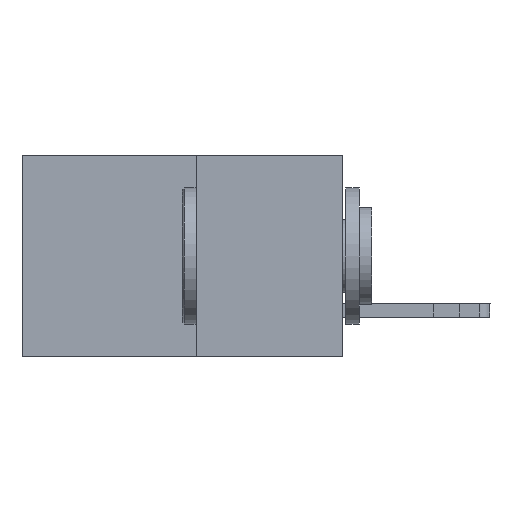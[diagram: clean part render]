
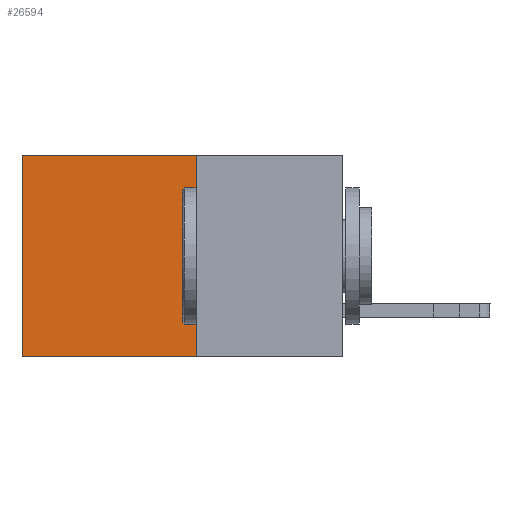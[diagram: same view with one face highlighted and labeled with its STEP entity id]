
A CAD part, left-side view. The second image highlights one B-rep face of the part: STEP entity #26594.
In plain terms, the highlighted planar face has unit normal (-1, 0, 0).
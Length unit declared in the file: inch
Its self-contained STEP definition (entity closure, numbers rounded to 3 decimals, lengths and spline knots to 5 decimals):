
#161 = ORIENTED_EDGE ( 'NONE', *, *, #22127, .F. ) ;
#1472 = DIRECTION ( 'NONE',  ( 0., 1., 0. ) ) ;
#3299 = FACE_OUTER_BOUND ( 'NONE', #15333, .T. ) ;
#4049 = VECTOR ( 'NONE', #16344, 39.37008 ) ;
#4820 = LINE ( 'NONE', #7006, #4049 ) ;
#7006 = CARTESIAN_POINT ( 'NONE',  ( 0.277, 0.27, 0. ) ) ;
#7051 = CARTESIAN_POINT ( 'NONE',  ( 0.277, 0.27, 0. ) ) ;
#7092 = CARTESIAN_POINT ( 'NONE',  ( 0.277, 0.59, -0.37 ) ) ;
#8176 = LINE ( 'NONE', #7092, #30095 ) ;
#8504 = DIRECTION ( 'NONE',  ( 1., 0., 0. ) ) ;
#8712 = LINE ( 'NONE', #24854, #27341 ) ;
#9703 = CARTESIAN_POINT ( 'NONE',  ( 0.277, 0.59, 0. ) ) ;
#11332 = VECTOR ( 'NONE', #15441, 39.37008 ) ;
#13209 = CARTESIAN_POINT ( 'NONE',  ( 0.277, 0.27, -0.37 ) ) ;
#13956 = CARTESIAN_POINT ( 'NONE',  ( 0.277, 0.59, -0.37 ) ) ;
#15333 = EDGE_LOOP ( 'NONE', ( #22220, #23992, #161, #26044 ) ) ;
#15393 = PLANE ( 'NONE',  #26470 ) ;
#15441 = DIRECTION ( 'NONE',  ( 0., 0., -1. ) ) ;
#16344 = DIRECTION ( 'NONE',  ( 0., 1., 0. ) ) ;
#17504 = LINE ( 'NONE', #13209, #11332 ) ;
#18354 = CARTESIAN_POINT ( 'NONE',  ( 0.277, 0.27, -0.37 ) ) ;
#18419 = VERTEX_POINT ( 'NONE', #18354 ) ;
#18650 = DIRECTION ( 'NONE',  ( 0., 0., -1. ) ) ;
#20413 = EDGE_CURVE ( 'NONE', #21649, #21228, #4820, .T. ) ;
#21228 = VERTEX_POINT ( 'NONE', #9703 ) ;
#21649 = VERTEX_POINT ( 'NONE', #7051 ) ;
#22127 = EDGE_CURVE ( 'NONE', #21649, #18419, #17504, .T. ) ;
#22220 = ORIENTED_EDGE ( 'NONE', *, *, #26313, .T. ) ;
#22436 = CARTESIAN_POINT ( 'NONE',  ( 0.277, 0.27, -0.37 ) ) ;
#23918 = VERTEX_POINT ( 'NONE', #13956 ) ;
#23992 = ORIENTED_EDGE ( 'NONE', *, *, #24373, .F. ) ;
#24373 = EDGE_CURVE ( 'NONE', #18419, #23918, #8712, .T. ) ;
#24800 = DIRECTION ( 'NONE',  ( 0., 0., -1. ) ) ;
#24854 = CARTESIAN_POINT ( 'NONE',  ( 0.277, 0.27, -0.37 ) ) ;
#26044 = ORIENTED_EDGE ( 'NONE', *, *, #20413, .T. ) ;
#26313 = EDGE_CURVE ( 'NONE', #21228, #23918, #8176, .T. ) ;
#26470 = AXIS2_PLACEMENT_3D ( 'NONE', #22436, #8504, #24800 ) ;
#26594 = ADVANCED_FACE ( 'NONE', ( #3299 ), #15393, .F. ) ;
#27341 = VECTOR ( 'NONE', #1472, 39.37008 ) ;
#30095 = VECTOR ( 'NONE', #18650, 39.37008 ) ;
